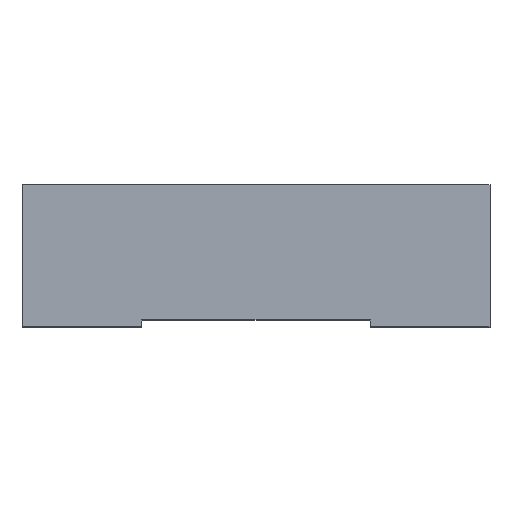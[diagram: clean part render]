
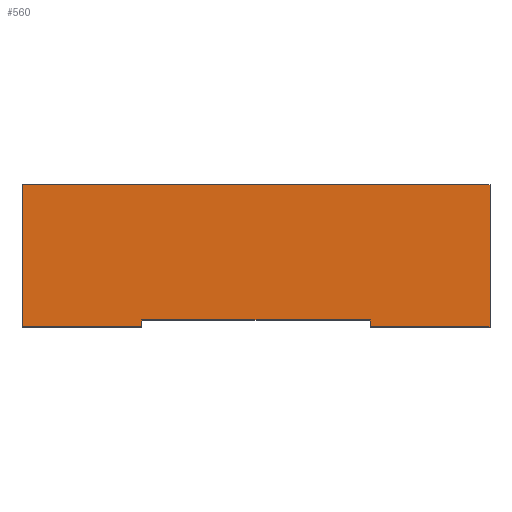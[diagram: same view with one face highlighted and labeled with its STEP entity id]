
A CAD part, top view. The second image highlights one B-rep face of the part: STEP entity #560.
In plain terms, the highlighted planar face has unit normal (0, 0, 1).
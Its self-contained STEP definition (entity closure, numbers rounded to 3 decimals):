
#1 = AXIS2_PLACEMENT_3D ( 'NONE', #445, #286, #290 ) ;
#7 = ORIENTED_EDGE ( 'NONE', *, *, #566, .F. ) ;
#10 = EDGE_CURVE ( 'NONE', #579, #525, #276, .T. ) ;
#12 = CARTESIAN_POINT ( 'NONE',  ( -0.84, 0., 0.42 ) ) ;
#20 = VECTOR ( 'NONE', #320, 1000. ) ;
#21 = VERTEX_POINT ( 'NONE', #599 ) ;
#24 = DIRECTION ( 'NONE',  ( 1., 0., 0. ) ) ;
#28 = DIRECTION ( 'NONE',  ( -1., 0., 0. ) ) ;
#48 = CARTESIAN_POINT ( 'NONE',  ( -0.84, 0., 0.42 ) ) ;
#55 = VERTEX_POINT ( 'NONE', #603 ) ;
#62 = EDGE_CURVE ( 'NONE', #462, #579, #492, .T. ) ;
#71 = CARTESIAN_POINT ( 'NONE',  ( 0.41, 0., 0.42 ) ) ;
#72 = VECTOR ( 'NONE', #24, 1000. ) ;
#80 = LINE ( 'NONE', #48, #257 ) ;
#81 = EDGE_CURVE ( 'NONE', #462, #55, #652, .T. ) ;
#90 = ORIENTED_EDGE ( 'NONE', *, *, #10, .T. ) ;
#106 = LINE ( 'NONE', #413, #179 ) ;
#107 = CARTESIAN_POINT ( 'NONE',  ( -0.84, 0.51, 0.42 ) ) ;
#109 = CARTESIAN_POINT ( 'NONE',  ( -0.84, 0.51, 0.42 ) ) ;
#140 = VERTEX_POINT ( 'NONE', #380 ) ;
#147 = DIRECTION ( 'NONE',  ( 1., 0., 0. ) ) ;
#154 = EDGE_CURVE ( 'NONE', #425, #156, #598, .T. ) ;
#155 = DIRECTION ( 'NONE',  ( 0., -1., 0. ) ) ;
#156 = VERTEX_POINT ( 'NONE', #12 ) ;
#172 = CARTESIAN_POINT ( 'NONE',  ( -0.84, 0.51, 0.42 ) ) ;
#179 = VECTOR ( 'NONE', #155, 1000. ) ;
#182 = CARTESIAN_POINT ( 'NONE',  ( 0.84, 0.51, 0.42 ) ) ;
#188 = DIRECTION ( 'NONE',  ( 0., -1., 0. ) ) ;
#202 = CARTESIAN_POINT ( 'NONE',  ( 0.41, 0.025, 0.42 ) ) ;
#204 = ORIENTED_EDGE ( 'NONE', *, *, #154, .T. ) ;
#232 = CARTESIAN_POINT ( 'NONE',  ( 0.41, 0.025, 0.42 ) ) ;
#245 = VECTOR ( 'NONE', #28, 1000. ) ;
#246 = ORIENTED_EDGE ( 'NONE', *, *, #468, .T. ) ;
#257 = VECTOR ( 'NONE', #147, 1000. ) ;
#276 = LINE ( 'NONE', #547, #72 ) ;
#286 = DIRECTION ( 'NONE',  ( 0., 0., -1. ) ) ;
#290 = DIRECTION ( 'NONE',  ( -1., 0., 0. ) ) ;
#294 = EDGE_CURVE ( 'NONE', #55, #140, #106, .T. ) ;
#295 = ORIENTED_EDGE ( 'NONE', *, *, #81, .F. ) ;
#313 = ORIENTED_EDGE ( 'NONE', *, *, #294, .F. ) ;
#320 = DIRECTION ( 'NONE',  ( 0., -1., 0. ) ) ;
#327 = FACE_OUTER_BOUND ( 'NONE', #512, .T. ) ;
#363 = VECTOR ( 'NONE', #411, 1000. ) ;
#375 = VECTOR ( 'NONE', #188, 1000. ) ;
#380 = CARTESIAN_POINT ( 'NONE',  ( -0.41, 0., 0.42 ) ) ;
#390 = EDGE_CURVE ( 'NONE', #425, #21, #417, .T. ) ;
#411 = DIRECTION ( 'NONE',  ( 1., 0., 0. ) ) ;
#413 = CARTESIAN_POINT ( 'NONE',  ( -0.41, 0.025, 0.42 ) ) ;
#417 = LINE ( 'NONE', #109, #363 ) ;
#425 = VERTEX_POINT ( 'NONE', #107 ) ;
#432 = DIRECTION ( 'NONE',  ( 0., -1., 0. ) ) ;
#445 = CARTESIAN_POINT ( 'NONE',  ( -0.84, 0.51, 0.42 ) ) ;
#448 = ORIENTED_EDGE ( 'NONE', *, *, #62, .T. ) ;
#455 = CARTESIAN_POINT ( 'NONE',  ( 0.84, 0., 0.42 ) ) ;
#462 = VERTEX_POINT ( 'NONE', #202 ) ;
#468 = EDGE_CURVE ( 'NONE', #156, #140, #80, .T. ) ;
#482 = PLANE ( 'NONE',  #1 ) ;
#492 = LINE ( 'NONE', #232, #549 ) ;
#494 = CARTESIAN_POINT ( 'NONE',  ( -0.41, 0.025, 0.42 ) ) ;
#512 = EDGE_LOOP ( 'NONE', ( #295, #448, #90, #7, #576, #204, #246, #313 ) ) ;
#525 = VERTEX_POINT ( 'NONE', #455 ) ;
#547 = CARTESIAN_POINT ( 'NONE',  ( -0.84, 0., 0.42 ) ) ;
#549 = VECTOR ( 'NONE', #432, 1000. ) ;
#560 = ADVANCED_FACE ( 'NONE', ( #327 ), #482, .F. ) ;
#566 = EDGE_CURVE ( 'NONE', #21, #525, #662, .T. ) ;
#576 = ORIENTED_EDGE ( 'NONE', *, *, #390, .F. ) ;
#579 = VERTEX_POINT ( 'NONE', #71 ) ;
#598 = LINE ( 'NONE', #172, #20 ) ;
#599 = CARTESIAN_POINT ( 'NONE',  ( 0.84, 0.51, 0.42 ) ) ;
#603 = CARTESIAN_POINT ( 'NONE',  ( -0.41, 0.025, 0.42 ) ) ;
#652 = LINE ( 'NONE', #494, #245 ) ;
#662 = LINE ( 'NONE', #182, #375 ) ;
